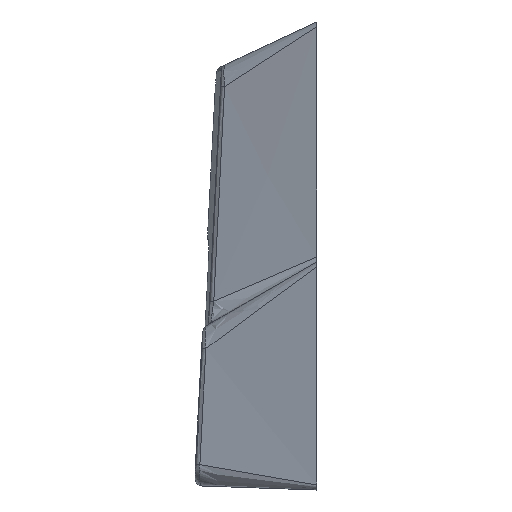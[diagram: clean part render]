
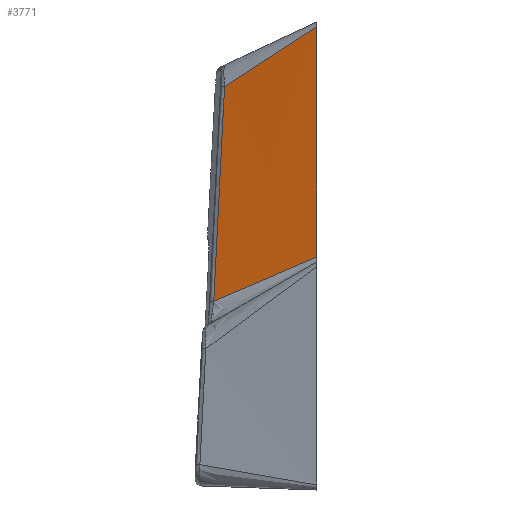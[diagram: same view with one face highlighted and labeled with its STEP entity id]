
A CAD part, left-side view. The second image highlights one B-rep face of the part: STEP entity #3771.
In plain terms, the highlighted free-form (B-spline) face has degree [3, 1] with [6, 3] control points.
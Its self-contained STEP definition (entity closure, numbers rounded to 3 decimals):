
#1408 = CARTESIAN_POINT ( 'NONE',  ( -7.05, 6.122, -5.731 ) ) ;
#1569 = LINE ( 'NONE', #15408, #19919 ) ;
#1707 = CARTESIAN_POINT ( 'NONE',  ( -8.05, 3.029, -2.224 ) ) ;
#1800 = CARTESIAN_POINT ( 'NONE',  ( -8.55, 1.333, 17.953 ) ) ;
#2407 = CARTESIAN_POINT ( 'NONE',  ( -9.05, 0., 18.194 ) ) ;
#2470 = CARTESIAN_POINT ( 'NONE',  ( -7.26, 5.389, -2.394 ) ) ;
#2628 = CARTESIAN_POINT ( 'NONE',  ( -8.17, 2.354, 16.657 ) ) ;
#3693 = B_SPLINE_CURVE_WITH_KNOTS ( 'NONE', 3,
 ( #10101, #2628, #3727, #6940 ),
 .UNSPECIFIED., .F., .F.,
 ( 4, 4 ),
 ( 0., 0.957 ),
 .UNSPECIFIED. ) ;
#3727 = CARTESIAN_POINT ( 'NONE',  ( -7.264, 4.796, 15.073 ) ) ;
#3771 = ADVANCED_FACE ( 'NONE', ( #15247 ), #16507, .F. ) ;
#3970 = CARTESIAN_POINT ( 'NONE',  ( -6.326, 7.899, 2.079 ) ) ;
#4273 = EDGE_CURVE ( 'NONE', #4880, #9408, #17031, .T. ) ;
#4509 = CARTESIAN_POINT ( 'NONE',  ( -6.55, 7.653, -6.628 ) ) ;
#4880 = VERTEX_POINT ( 'NONE', #11441 ) ;
#4881 = CARTESIAN_POINT ( 'NONE',  ( -9.05, 0., -0.086 ) ) ;
#4977 = CARTESIAN_POINT ( 'NONE',  ( -6.332, 7.47, 10.601 ) ) ;
#5591 = CARTESIAN_POINT ( 'NONE',  ( -9.05, 0., -0.086 ) ) ;
#6166 = EDGE_CURVE ( 'NONE', #17846, #4880, #3693, .T. ) ;
#6234 = CARTESIAN_POINT ( 'NONE',  ( -6.55, 6.667, 15.466 ) ) ;
#6694 = B_SPLINE_CURVE_WITH_KNOTS ( 'NONE', 3,
 ( #6806, #2470, #14812, #5591 ),
 .UNSPECIFIED., .F., .F.,
 ( 4, 4 ),
 ( 0.04, 1. ),
 .UNSPECIFIED. ) ;
#6806 = CARTESIAN_POINT ( 'NONE',  ( -6.322, 8.185, -3.603 ) ) ;
#6940 = CARTESIAN_POINT ( 'NONE',  ( -6.334, 7.327, 13.442 ) ) ;
#7739 = CARTESIAN_POINT ( 'NONE',  ( -7.05, 5.333, 16.088 ) ) ;
#7941 = CARTESIAN_POINT ( 'NONE',  ( -9.05, 0., -0.475 ) ) ;
#8824 = CARTESIAN_POINT ( 'NONE',  ( -6.322, 8.185, -3.603 ) ) ;
#9073 = CARTESIAN_POINT ( 'NONE',  ( -8.55, 1.531, -3.041 ) ) ;
#9180 = CARTESIAN_POINT ( 'NONE',  ( -6.05, 9.088, -5.722 ) ) ;
#9408 = VERTEX_POINT ( 'NONE', #15316 ) ;
#10101 = CARTESIAN_POINT ( 'NONE',  ( -9.05, 0., 18.194 ) ) ;
#10593 = CARTESIAN_POINT ( 'NONE',  ( -6.05, 9.183, -7.525 ) ) ;
#10659 = DIRECTION ( 'NONE',  ( 0., 0., 1. ) ) ;
#11364 = CARTESIAN_POINT ( 'NONE',  ( -6.33, 7.613, 7.76 ) ) ;
#11441 = CARTESIAN_POINT ( 'NONE',  ( -6.334, 7.327, 13.442 ) ) ;
#11585 = EDGE_CURVE ( 'NONE', #15587, #17846, #1569, .T. ) ;
#11656 = CARTESIAN_POINT ( 'NONE',  ( -6.324, 8.042, -0.762 ) ) ;
#12223 = CARTESIAN_POINT ( 'NONE',  ( -8.05, 3.061, -3.938 ) ) ;
#13735 = CARTESIAN_POINT ( 'NONE',  ( -9.05, 0., 18.575 ) ) ;
#13935 = CARTESIAN_POINT ( 'NONE',  ( -8.05, 2.667, 17.332 ) ) ;
#14133 = CARTESIAN_POINT ( 'NONE',  ( -9.05, 0., -2.145 ) ) ;
#14173 = EDGE_LOOP ( 'NONE', ( #14255, #15412, #19415, #18416 ) ) ;
#14217 = CARTESIAN_POINT ( 'NONE',  ( -6.334, 7.327, 13.442 ) ) ;
#14255 = ORIENTED_EDGE ( 'NONE', *, *, #6166, .T. ) ;
#14812 = CARTESIAN_POINT ( 'NONE',  ( -8.169, 2.661, -1.221 ) ) ;
#15247 = FACE_OUTER_BOUND ( 'NONE', #14173, .T. ) ;
#15316 = CARTESIAN_POINT ( 'NONE',  ( -6.322, 8.185, -3.603 ) ) ;
#15345 = CARTESIAN_POINT ( 'NONE',  ( -6.05, 8., 14.845 ) ) ;
#15408 = CARTESIAN_POINT ( 'NONE',  ( -9.05, 0., 18.575 ) ) ;
#15412 = ORIENTED_EDGE ( 'NONE', *, *, #4273, .T. ) ;
#15587 = VERTEX_POINT ( 'NONE', #4881 ) ;
#15648 = CARTESIAN_POINT ( 'NONE',  ( -7.05, 6.059, -3.973 ) ) ;
#16079 = EDGE_CURVE ( 'NONE', #9408, #15587, #6694, .T. ) ;
#16507 = B_SPLINE_SURFACE_WITH_KNOTS ( 'NONE', 3, 1, ( 
 ( #15345, #9180, #10593 ),
 ( #6234, #16760, #4509 ),
 ( #7739, #15648, #1408 ),
 ( #13935, #1707, #12223 ),
 ( #1800, #19985, #9073 ),
 ( #13735, #7941, #14133 ) ),
 .UNSPECIFIED., .F., .F., .F.,
 ( 4, 2, 4 ),
 ( 2, 1, 2 ),
 ( 0., 0.5, 1. ),
 ( 0., 1., 1.088 ),
 .UNSPECIFIED. ) ;
#16760 = CARTESIAN_POINT ( 'NONE',  ( -6.55, 7.573, -4.847 ) ) ;
#17031 = B_SPLINE_CURVE_WITH_KNOTS ( 'NONE', 3,
 ( #14217, #4977, #11364, #17527, #3970, #11656, #8824 ),
 .UNSPECIFIED., .F., .F.,
 ( 4, 3, 4 ),
 ( 0., 0.009, 0.017 ),
 .UNSPECIFIED. ) ;
#17527 = CARTESIAN_POINT ( 'NONE',  ( -6.328, 7.756, 4.919 ) ) ;
#17846 = VERTEX_POINT ( 'NONE', #2407 ) ;
#18416 = ORIENTED_EDGE ( 'NONE', *, *, #11585, .T. ) ;
#19415 = ORIENTED_EDGE ( 'NONE', *, *, #16079, .T. ) ;
#19919 = VECTOR ( 'NONE', #10659, 1000. ) ;
#19985 = CARTESIAN_POINT ( 'NONE',  ( -8.55, 1.515, -1.349 ) ) ;
